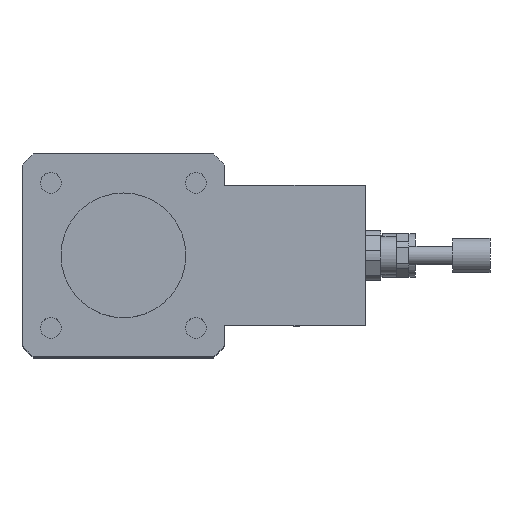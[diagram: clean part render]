
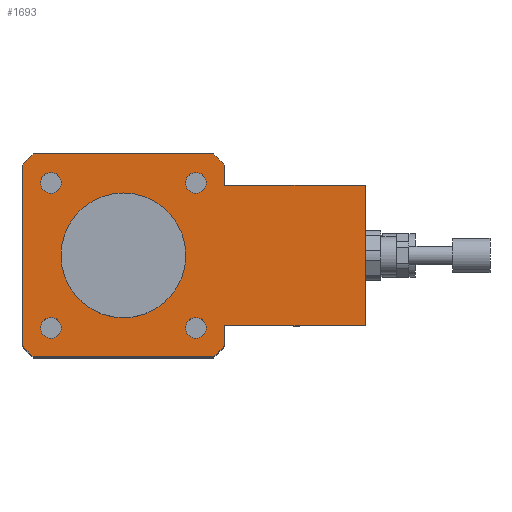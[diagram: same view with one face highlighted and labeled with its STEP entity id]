
A CAD part, top view. The second image highlights one B-rep face of the part: STEP entity #1693.
In plain terms, the highlighted planar face has unit normal (0, 0, 1).
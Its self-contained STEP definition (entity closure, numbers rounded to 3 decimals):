
#199=CARTESIAN_POINT('',(20.0,0.,196.0));
#200=VERTEX_POINT('',#199);
#201=CARTESIAN_POINT('',(0.0,0.0,196.0));
#202=DIRECTION('',(0.0,0.0,-1.0));
#203=DIRECTION('',(-1.0,0.0,0.0));
#204=AXIS2_PLACEMENT_3D('',#201,#202,#203);
#205=CIRCLE('',#204,20.0);
#206=EDGE_CURVE('',#200,#200,#205,.T.);
#632=CARTESIAN_POINT('',(-26.574,-23.25,196.0));
#633=VERTEX_POINT('',#632);
#634=CARTESIAN_POINT('',(-23.25,-23.25,196.0));
#635=DIRECTION('',(0.0,0.0,-1.0));
#636=DIRECTION('',(1.0,0.0,0.0));
#637=AXIS2_PLACEMENT_3D('',#634,#635,#636);
#638=CIRCLE('',#637,3.324);
#639=EDGE_CURVE('',#633,#633,#638,.T.);
#660=CARTESIAN_POINT('',(23.25,-26.574,196.0));
#661=VERTEX_POINT('',#660);
#662=CARTESIAN_POINT('',(23.25,-23.25,196.0));
#663=DIRECTION('',(0.0,0.0,-1.0));
#664=DIRECTION('',(0.0,1.0,0.0));
#665=AXIS2_PLACEMENT_3D('',#662,#663,#664);
#666=CIRCLE('',#665,3.324);
#667=EDGE_CURVE('',#661,#661,#666,.T.);
#688=CARTESIAN_POINT('',(26.574,23.25,196.0));
#689=VERTEX_POINT('',#688);
#690=CARTESIAN_POINT('',(23.25,23.25,196.0));
#691=DIRECTION('',(0.0,0.0,-1.0));
#692=DIRECTION('',(-1.0,0.0,0.0));
#693=AXIS2_PLACEMENT_3D('',#690,#691,#692);
#694=CIRCLE('',#693,3.324);
#695=EDGE_CURVE('',#689,#689,#694,.T.);
#716=CARTESIAN_POINT('',(-23.25,26.574,196.0));
#717=VERTEX_POINT('',#716);
#718=CARTESIAN_POINT('',(-23.25,23.25,196.0));
#719=DIRECTION('',(0.0,0.0,-1.0));
#720=DIRECTION('',(0.0,-1.0,0.0));
#721=AXIS2_PLACEMENT_3D('',#718,#719,#720);
#722=CIRCLE('',#721,3.324);
#723=EDGE_CURVE('',#717,#717,#722,.T.);
#1025=CARTESIAN_POINT('',(77.5,22.5,196.0));
#1026=VERTEX_POINT('',#1025);
#1042=CARTESIAN_POINT('',(32.5,22.5,196.0));
#1043=VERTEX_POINT('',#1042);
#1050=CARTESIAN_POINT('',(32.5,22.5,196.0));
#1051=DIRECTION('',(1.0,0.0,0.0));
#1052=VECTOR('',#1051,45.0);
#1053=LINE('',#1050,#1052);
#1054=EDGE_CURVE('',#1043,#1026,#1053,.T.);
#1088=CARTESIAN_POINT('',(77.5,-22.5,196.0));
#1089=VERTEX_POINT('',#1088);
#1096=CARTESIAN_POINT('',(32.5,-22.5,196.0));
#1097=VERTEX_POINT('',#1096);
#1098=CARTESIAN_POINT('',(32.5,-22.5,196.0));
#1099=DIRECTION('',(1.0,0.0,0.0));
#1100=VECTOR('',#1099,45.0);
#1101=LINE('',#1098,#1100);
#1102=EDGE_CURVE('',#1097,#1089,#1101,.T.);
#1121=CARTESIAN_POINT('',(77.5,-22.5,196.0));
#1122=DIRECTION('',(0.0,1.0,0.0));
#1123=VECTOR('',#1122,45.0);
#1124=LINE('',#1121,#1123);
#1125=EDGE_CURVE('',#1089,#1026,#1124,.T.);
#1456=CARTESIAN_POINT('',(28.914,32.5,196.0));
#1457=VERTEX_POINT('',#1456);
#1458=CARTESIAN_POINT('',(32.5,28.914,196.0));
#1459=VERTEX_POINT('',#1458);
#1460=CARTESIAN_POINT('',(0.,0.,196.0));
#1461=DIRECTION('',(0.,0.,-1.0));
#1462=DIRECTION('',(-0.747,-0.665,0.));
#1463=AXIS2_PLACEMENT_3D('',#1460,#1461,#1462);
#1464=CIRCLE('',#1463,43.5);
#1465=EDGE_CURVE('',#1457,#1459,#1464,.T.);
#1489=CARTESIAN_POINT('',(32.5,-28.914,196.0));
#1490=VERTEX_POINT('',#1489);
#1491=CARTESIAN_POINT('',(32.5,-22.5,196.0));
#1492=DIRECTION('',(0.0,-1.0,0.0));
#1493=VECTOR('',#1492,6.414);
#1494=LINE('',#1491,#1493);
#1495=EDGE_CURVE('',#1097,#1490,#1494,.T.);
#1505=CARTESIAN_POINT('',(32.5,28.914,196.0));
#1506=DIRECTION('',(0.0,-1.0,0.0));
#1507=VECTOR('',#1506,6.414);
#1508=LINE('',#1505,#1507);
#1509=EDGE_CURVE('',#1459,#1043,#1508,.T.);
#1521=CARTESIAN_POINT('',(28.914,-32.5,196.0));
#1522=VERTEX_POINT('',#1521);
#1523=CARTESIAN_POINT('',(0.,0.,196.0));
#1524=DIRECTION('',(0.,0.,-1.));
#1525=DIRECTION('',(-0.665,0.747,0.));
#1526=AXIS2_PLACEMENT_3D('',#1523,#1524,#1525);
#1527=CIRCLE('',#1526,43.5);
#1528=EDGE_CURVE('',#1490,#1522,#1527,.T.);
#1546=CARTESIAN_POINT('',(-28.914,-32.5,196.0));
#1547=VERTEX_POINT('',#1546);
#1548=CARTESIAN_POINT('',(28.914,-32.5,196.0));
#1549=DIRECTION('',(-1.0,0.0,0.0));
#1550=VECTOR('',#1549,57.827);
#1551=LINE('',#1548,#1550);
#1552=EDGE_CURVE('',#1522,#1547,#1551,.T.);
#1573=CARTESIAN_POINT('',(-32.5,-28.914,196.0));
#1574=VERTEX_POINT('',#1573);
#1575=CARTESIAN_POINT('',(0.,0.,196.0));
#1576=DIRECTION('',(0.,0.,-1.));
#1577=DIRECTION('',(0.747,0.665,0.));
#1578=AXIS2_PLACEMENT_3D('',#1575,#1576,#1577);
#1579=CIRCLE('',#1578,43.5);
#1580=EDGE_CURVE('',#1547,#1574,#1579,.T.);
#1598=CARTESIAN_POINT('',(-32.5,28.914,196.0));
#1599=VERTEX_POINT('',#1598);
#1600=CARTESIAN_POINT('',(-32.5,-28.914,196.0));
#1601=DIRECTION('',(0.0,1.0,0.0));
#1602=VECTOR('',#1601,57.827);
#1603=LINE('',#1600,#1602);
#1604=EDGE_CURVE('',#1574,#1599,#1603,.T.);
#1622=CARTESIAN_POINT('',(-28.914,32.5,196.0));
#1623=VERTEX_POINT('',#1622);
#1624=CARTESIAN_POINT('',(0.,0.,196.0));
#1625=DIRECTION('',(0.,0.,-1.));
#1626=DIRECTION('',(0.665,-0.747,0.));
#1627=AXIS2_PLACEMENT_3D('',#1624,#1625,#1626);
#1628=CIRCLE('',#1627,43.5);
#1629=EDGE_CURVE('',#1599,#1623,#1628,.T.);
#1647=CARTESIAN_POINT('',(-28.914,32.5,196.0));
#1648=DIRECTION('',(1.0,0.0,0.0));
#1649=VECTOR('',#1648,57.827);
#1650=LINE('',#1647,#1649);
#1651=EDGE_CURVE('',#1623,#1457,#1650,.T.);
#1659=CARTESIAN_POINT('',(0.,0.,196.0));
#1660=DIRECTION('',(0.0,0.0,1.0));
#1661=DIRECTION('',(1.0,0.0,0.0));
#1662=AXIS2_PLACEMENT_3D('',#1659,#1660,#1661);
#1663=PLANE('',#1662);
#1664=ORIENTED_EDGE('',*,*,#1465,.F.);
#1665=ORIENTED_EDGE('',*,*,#1651,.F.);
#1666=ORIENTED_EDGE('',*,*,#1629,.F.);
#1667=ORIENTED_EDGE('',*,*,#1604,.F.);
#1668=ORIENTED_EDGE('',*,*,#1580,.F.);
#1669=ORIENTED_EDGE('',*,*,#1552,.F.);
#1670=ORIENTED_EDGE('',*,*,#1528,.F.);
#1671=ORIENTED_EDGE('',*,*,#1495,.F.);
#1672=ORIENTED_EDGE('',*,*,#1102,.T.);
#1673=ORIENTED_EDGE('',*,*,#1125,.T.);
#1674=ORIENTED_EDGE('',*,*,#1054,.F.);
#1675=ORIENTED_EDGE('',*,*,#1509,.F.);
#1676=EDGE_LOOP('',(#1664,#1665,#1666,#1667,#1668,#1669,#1670,#1671,#1672,#1673,#1674,#1675));
#1677=FACE_OUTER_BOUND('',#1676,.T.);
#1678=ORIENTED_EDGE('',*,*,#723,.T.);
#1679=EDGE_LOOP('',(#1678));
#1680=FACE_BOUND('',#1679,.T.);
#1681=ORIENTED_EDGE('',*,*,#695,.T.);
#1682=EDGE_LOOP('',(#1681));
#1683=FACE_BOUND('',#1682,.T.);
#1684=ORIENTED_EDGE('',*,*,#667,.T.);
#1685=EDGE_LOOP('',(#1684));
#1686=FACE_BOUND('',#1685,.T.);
#1687=ORIENTED_EDGE('',*,*,#639,.T.);
#1688=EDGE_LOOP('',(#1687));
#1689=FACE_BOUND('',#1688,.T.);
#1690=ORIENTED_EDGE('',*,*,#206,.T.);
#1691=EDGE_LOOP('',(#1690));
#1692=FACE_BOUND('',#1691,.T.);
#1693=ADVANCED_FACE('',(#1677,#1680,#1683,#1686,#1689,#1692),#1663,.T.);
